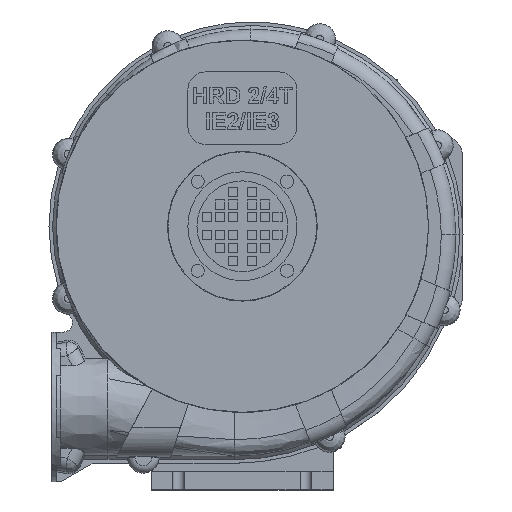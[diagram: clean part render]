
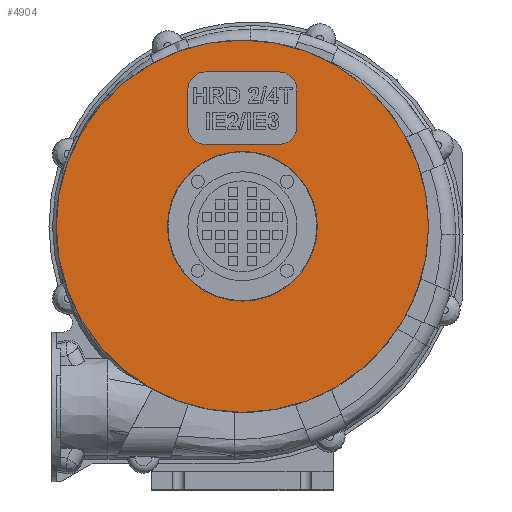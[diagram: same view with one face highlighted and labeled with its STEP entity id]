
A CAD part, top view. The second image highlights one B-rep face of the part: STEP entity #4904.
In plain terms, the highlighted planar face has unit normal (0, 0, 1).
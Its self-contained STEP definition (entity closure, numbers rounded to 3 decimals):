
#2992=CARTESIAN_POINT('',(40.,75.,141.0));
#2993=VERTEX_POINT('',#2992);
#3000=CARTESIAN_POINT('',(60.,95.,141.0));
#3001=VERTEX_POINT('',#3000);
#3002=CARTESIAN_POINT('',(40.,95.,141.0));
#3003=DIRECTION('',(0.,0.,-1.0));
#3004=DIRECTION('',(0.707,-0.707,0.));
#3005=AXIS2_PLACEMENT_3D('',#3002,#3003,#3004);
#3006=CIRCLE('',#3005,20.0);
#3007=EDGE_CURVE('',#3001,#2993,#3006,.T.);
#3025=CARTESIAN_POINT('',(-40.,75.,141.0));
#3026=VERTEX_POINT('',#3025);
#3033=CARTESIAN_POINT('',(40.,75.,141.0));
#3034=DIRECTION('',(-1.0,0.0,0.0));
#3035=VECTOR('',#3034,80.0);
#3036=LINE('',#3033,#3035);
#3037=EDGE_CURVE('',#2993,#3026,#3036,.T.);
#3047=CARTESIAN_POINT('',(-60.,95.,141.0));
#3048=VERTEX_POINT('',#3047);
#3049=CARTESIAN_POINT('',(-40.,95.,141.0));
#3050=DIRECTION('',(0.,0.,-1.0));
#3051=DIRECTION('',(-0.707,-0.707,0.));
#3052=AXIS2_PLACEMENT_3D('',#3049,#3050,#3051);
#3053=CIRCLE('',#3052,20.);
#3054=EDGE_CURVE('',#3026,#3048,#3053,.T.);
#3072=CARTESIAN_POINT('',(40.,155.0,141.0));
#3073=VERTEX_POINT('',#3072);
#3074=CARTESIAN_POINT('',(60.,135.0,141.0));
#3075=VERTEX_POINT('',#3074);
#3076=CARTESIAN_POINT('',(40.,135.0,141.0));
#3077=DIRECTION('',(0.,0.,-1.0));
#3078=DIRECTION('',(0.707,0.707,0.));
#3079=AXIS2_PLACEMENT_3D('',#3076,#3077,#3078);
#3080=CIRCLE('',#3079,20.);
#3081=EDGE_CURVE('',#3073,#3075,#3080,.T.);
#3105=CARTESIAN_POINT('',(-40.,155.,141.0));
#3106=VERTEX_POINT('',#3105);
#3107=CARTESIAN_POINT('',(-40.,155.,141.0));
#3108=DIRECTION('',(1.0,0.0,0.0));
#3109=VECTOR('',#3108,80.0);
#3110=LINE('',#3107,#3109);
#3111=EDGE_CURVE('',#3106,#3073,#3110,.T.);
#3128=CARTESIAN_POINT('',(-60.,135.,141.0));
#3129=VERTEX_POINT('',#3128);
#3130=CARTESIAN_POINT('',(-40.,135.,141.0));
#3131=DIRECTION('',(0.,0.,-1.0));
#3132=DIRECTION('',(-0.707,0.707,0.));
#3133=AXIS2_PLACEMENT_3D('',#3130,#3131,#3132);
#3134=CIRCLE('',#3133,20.);
#3135=EDGE_CURVE('',#3129,#3106,#3134,.T.);
#3156=CARTESIAN_POINT('',(-60.,95.,141.0));
#3157=DIRECTION('',(0.0,1.0,0.0));
#3158=VECTOR('',#3157,40.);
#3159=LINE('',#3156,#3158);
#3160=EDGE_CURVE('',#3048,#3129,#3159,.T.);
#3171=CARTESIAN_POINT('',(60.,135.0,141.0));
#3172=DIRECTION('',(0.0,-1.0,0.0));
#3173=VECTOR('',#3172,40.);
#3174=LINE('',#3171,#3173);
#3175=EDGE_CURVE('',#3075,#3001,#3174,.T.);
#4867=CARTESIAN_POINT('',(0.,-15.,141.0));
#4868=DIRECTION('',(0.0,0.0,-1.0));
#4869=DIRECTION('',(-1.0,0.0,0.0));
#4870=AXIS2_PLACEMENT_3D('',#4867,#4868,#4869);
#4871=PLANE('',#4870);
#4872=CARTESIAN_POINT('',(205.0,-15.,141.0));
#4873=VERTEX_POINT('',#4872);
#4874=CARTESIAN_POINT('',(0.,-15.,141.0));
#4875=DIRECTION('',(0.0,0.0,-1.0));
#4876=DIRECTION('',(-1.0,0.0,0.0));
#4877=AXIS2_PLACEMENT_3D('',#4874,#4875,#4876);
#4878=CIRCLE('',#4877,205.0);
#4879=EDGE_CURVE('',#4873,#4873,#4878,.T.);
#4880=ORIENTED_EDGE('',*,*,#4879,.F.);
#4881=EDGE_LOOP('',(#4880));
#4882=FACE_OUTER_BOUND('',#4881,.T.);
#4883=ORIENTED_EDGE('',*,*,#3081,.T.);
#4884=ORIENTED_EDGE('',*,*,#3175,.T.);
#4885=ORIENTED_EDGE('',*,*,#3007,.T.);
#4886=ORIENTED_EDGE('',*,*,#3037,.T.);
#4887=ORIENTED_EDGE('',*,*,#3054,.T.);
#4888=ORIENTED_EDGE('',*,*,#3160,.T.);
#4889=ORIENTED_EDGE('',*,*,#3135,.T.);
#4890=ORIENTED_EDGE('',*,*,#3111,.T.);
#4891=EDGE_LOOP('',(#4883,#4884,#4885,#4886,#4887,#4888,#4889,#4890));
#4892=FACE_BOUND('',#4891,.T.);
#4893=CARTESIAN_POINT('',(82.5,-15.,141.0));
#4894=VERTEX_POINT('',#4893);
#4895=CARTESIAN_POINT('',(0.,-15.,141.0));
#4896=DIRECTION('',(0.0,0.0,-1.0));
#4897=DIRECTION('',(-1.0,0.0,0.0));
#4898=AXIS2_PLACEMENT_3D('',#4895,#4896,#4897);
#4899=CIRCLE('',#4898,82.5);
#4900=EDGE_CURVE('',#4894,#4894,#4899,.T.);
#4901=ORIENTED_EDGE('',*,*,#4900,.T.);
#4902=EDGE_LOOP('',(#4901));
#4903=FACE_BOUND('',#4902,.T.);
#4904=ADVANCED_FACE('',(#4882,#4892,#4903),#4871,.F.);
